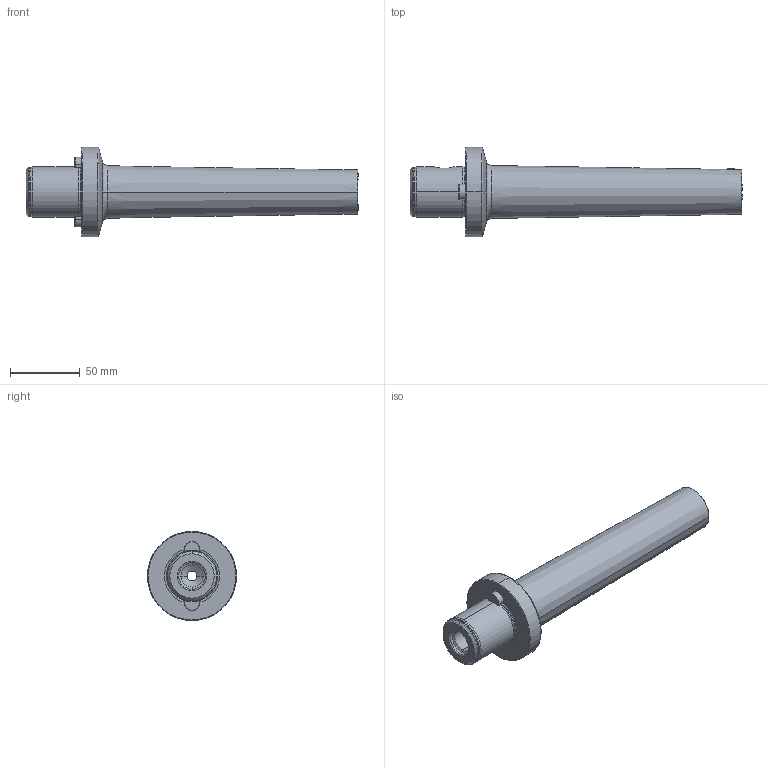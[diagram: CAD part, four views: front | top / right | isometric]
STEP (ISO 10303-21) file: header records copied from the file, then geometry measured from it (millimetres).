
FILE_DESCRIPTION (( 'STEP AP203' ), '1' );
FILE_NAME ('ST6-ST3.K01.198.STEP', '2016-02-12T10:28:47', ( 'SWIAdmin' ), ( 'Hewlett-Packard Company' ), 'SwSTEP 2.0', 'SolidWorks 2015', '' );
FILE_SCHEMA (( 'CONFIG_CONTROL_DESIGN' ));
Length unit declared in the file: millimetre
Products named in the file (4): ST6-ST3.K01.198_A; ST3-ER1.001.008_A; ST6-ER2.001.012_A; ST6-ST3.K01.198
Assembly tree (4 placements, depth 2):
  ST6-ST3.K01.198
    ST6-ST3.K01.198_A
    ST3-ER1.001.008_A
    ST6-ER2.001.012_A  x2
Bounding box: 238 x 64 x 64 mm (x, y, z)
Volume: 239125.5 mm3; surface area: 41661.2 mm2
Topology: 4 solids, 4 shells, 166 faces, 379 edges, 218 vertices
Faces by surface type: cone 56, cylinder 47, torus 33, plane 26, bspline 4
Entity records: 5175 total; most frequent: CARTESIAN_POINT 1458, DIRECTION 747, ORIENTED_EDGE 658, EDGE_CURVE 329, AXIS2_PLACEMENT_3D 315, VERTEX_POINT 192, CIRCLE 167, EDGE_LOOP 153
